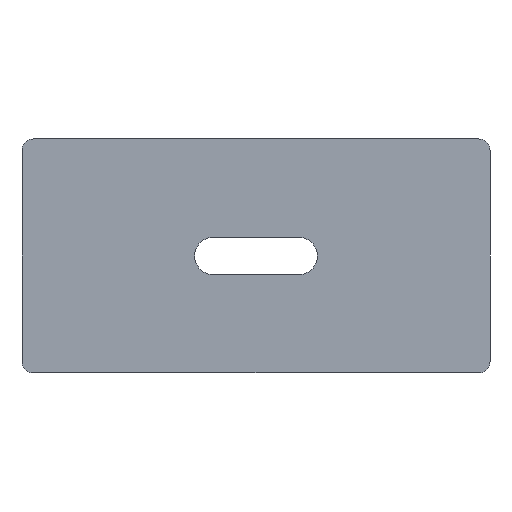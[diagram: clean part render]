
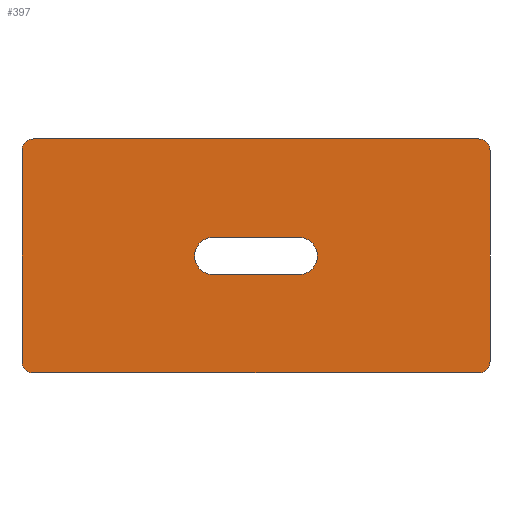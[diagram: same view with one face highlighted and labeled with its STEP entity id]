
A CAD part, front view. The second image highlights one B-rep face of the part: STEP entity #397.
In plain terms, the highlighted planar face has unit normal (0, -1, 0).
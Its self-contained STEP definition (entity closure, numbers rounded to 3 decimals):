
#17=FACE_BOUND('',#140,.T.);
#21=PLANE('',#462);
#43=LINE('',#686,#73);
#44=LINE('',#688,#74);
#45=LINE('',#690,#75);
#46=LINE('',#691,#76);
#47=LINE('',#694,#77);
#48=LINE('',#698,#78);
#73=VECTOR('',#560,10.);
#74=VECTOR('',#563,10.);
#75=VECTOR('',#566,10.);
#76=VECTOR('',#567,10.);
#77=VECTOR('',#568,10.);
#78=VECTOR('',#571,10.);
#113=FACE_OUTER_BOUND('',#139,.T.);
#139=EDGE_LOOP('',(#319,#320,#321,#322,#323,#324,#325,#326));
#140=EDGE_LOOP('',(#327,#328,#329,#330));
#156=CIRCLE('',#437,1.);
#160=CIRCLE('',#443,1.);
#164=CIRCLE('',#449,1.);
#168=CIRCLE('',#456,1.);
#169=CIRCLE('',#463,1.6);
#170=CIRCLE('',#464,1.6);
#182=VERTEX_POINT('',#629);
#183=VERTEX_POINT('',#630);
#187=VERTEX_POINT('',#642);
#188=VERTEX_POINT('',#643);
#192=VERTEX_POINT('',#655);
#193=VERTEX_POINT('',#656);
#197=VERTEX_POINT('',#671);
#198=VERTEX_POINT('',#672);
#199=VERTEX_POINT('',#692);
#200=VERTEX_POINT('',#693);
#201=VERTEX_POINT('',#695);
#202=VERTEX_POINT('',#697);
#214=EDGE_CURVE('',#182,#183,#156,.T.);
#220=EDGE_CURVE('',#187,#188,#160,.T.);
#226=EDGE_CURVE('',#192,#193,#164,.T.);
#234=EDGE_CURVE('',#197,#198,#168,.T.);
#243=EDGE_CURVE('',#193,#182,#43,.T.);
#244=EDGE_CURVE('',#198,#192,#44,.T.);
#245=EDGE_CURVE('',#188,#197,#45,.T.);
#246=EDGE_CURVE('',#183,#187,#46,.T.);
#247=EDGE_CURVE('',#199,#200,#47,.T.);
#248=EDGE_CURVE('',#201,#199,#169,.T.);
#249=EDGE_CURVE('',#202,#201,#48,.T.);
#250=EDGE_CURVE('',#200,#202,#170,.T.);
#319=ORIENTED_EDGE('',*,*,#214,.F.);
#320=ORIENTED_EDGE('',*,*,#243,.F.);
#321=ORIENTED_EDGE('',*,*,#226,.F.);
#322=ORIENTED_EDGE('',*,*,#244,.F.);
#323=ORIENTED_EDGE('',*,*,#234,.F.);
#324=ORIENTED_EDGE('',*,*,#245,.F.);
#325=ORIENTED_EDGE('',*,*,#220,.F.);
#326=ORIENTED_EDGE('',*,*,#246,.F.);
#327=ORIENTED_EDGE('',*,*,#247,.F.);
#328=ORIENTED_EDGE('',*,*,#248,.F.);
#329=ORIENTED_EDGE('',*,*,#249,.F.);
#330=ORIENTED_EDGE('',*,*,#250,.F.);
#397=ADVANCED_FACE('',(#113,#17),#21,.F.);
#437=AXIS2_PLACEMENT_3D('',#631,#496,#497);
#443=AXIS2_PLACEMENT_3D('',#644,#510,#511);
#449=AXIS2_PLACEMENT_3D('',#657,#524,#525);
#456=AXIS2_PLACEMENT_3D('',#673,#542,#543);
#462=AXIS2_PLACEMENT_3D('',#689,#564,#565);
#463=AXIS2_PLACEMENT_3D('',#696,#569,#570);
#464=AXIS2_PLACEMENT_3D('',#699,#572,#573);
#496=DIRECTION('center_axis',(0.,1.,0.));
#497=DIRECTION('ref_axis',(0.707,0.,-0.707));
#510=DIRECTION('center_axis',(0.,1.,0.));
#511=DIRECTION('ref_axis',(-0.707,0.,-0.707));
#524=DIRECTION('center_axis',(0.,1.,0.));
#525=DIRECTION('ref_axis',(0.707,0.,0.707));
#542=DIRECTION('center_axis',(0.,1.,0.));
#543=DIRECTION('ref_axis',(-0.707,0.,0.707));
#560=DIRECTION('',(0.,0.,-1.));
#563=DIRECTION('',(1.,0.,0.));
#564=DIRECTION('center_axis',(0.,1.,0.));
#565=DIRECTION('ref_axis',(0.,0.,1.));
#566=DIRECTION('',(0.,0.,1.));
#567=DIRECTION('',(-1.,0.,0.));
#568=DIRECTION('',(-1.,0.,0.));
#569=DIRECTION('center_axis',(0.,-1.,0.));
#570=DIRECTION('ref_axis',(0.,0.,-1.));
#571=DIRECTION('',(1.,0.,0.));
#572=DIRECTION('center_axis',(0.,-1.,0.));
#573=DIRECTION('ref_axis',(0.,0.,1.));
#629=CARTESIAN_POINT('',(20.,0.,-9.));
#630=CARTESIAN_POINT('',(19.,0.,-10.));
#631=CARTESIAN_POINT('Origin',(19.,0.,-9.));
#642=CARTESIAN_POINT('',(-19.,0.,-10.));
#643=CARTESIAN_POINT('',(-20.,0.,-9.));
#644=CARTESIAN_POINT('Origin',(-19.,0.,-9.));
#655=CARTESIAN_POINT('',(19.,0.,10.));
#656=CARTESIAN_POINT('',(20.,0.,9.));
#657=CARTESIAN_POINT('Origin',(19.,0.,9.));
#671=CARTESIAN_POINT('',(-20.,0.,9.));
#672=CARTESIAN_POINT('',(-19.,0.,10.));
#673=CARTESIAN_POINT('Origin',(-19.,0.,9.));
#686=CARTESIAN_POINT('',(20.,0.,10.));
#688=CARTESIAN_POINT('',(-20.,0.,10.));
#689=CARTESIAN_POINT('Origin',(0.,0.,0.));
#690=CARTESIAN_POINT('',(-20.,0.,-10.));
#691=CARTESIAN_POINT('',(20.,0.,-10.));
#692=CARTESIAN_POINT('',(3.65,0.,1.6));
#693=CARTESIAN_POINT('',(-3.65,0.,1.6));
#694=CARTESIAN_POINT('',(3.65,0.,1.6));
#695=CARTESIAN_POINT('',(3.65,0.,-1.6));
#696=CARTESIAN_POINT('Origin',(3.65,0.,0.));
#697=CARTESIAN_POINT('',(-3.65,0.,-1.6));
#698=CARTESIAN_POINT('',(-3.65,0.,-1.6));
#699=CARTESIAN_POINT('Origin',(-3.65,0.,0.));
